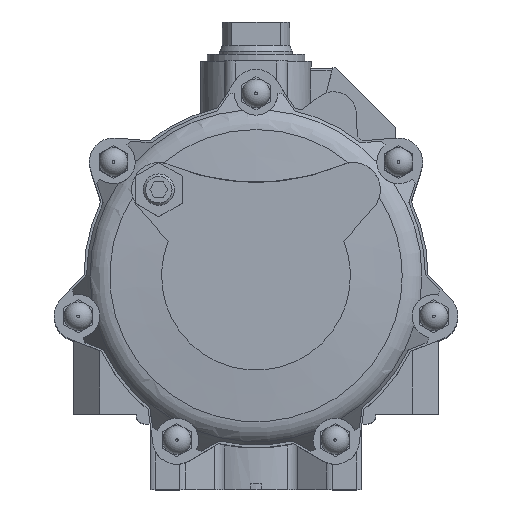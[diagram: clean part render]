
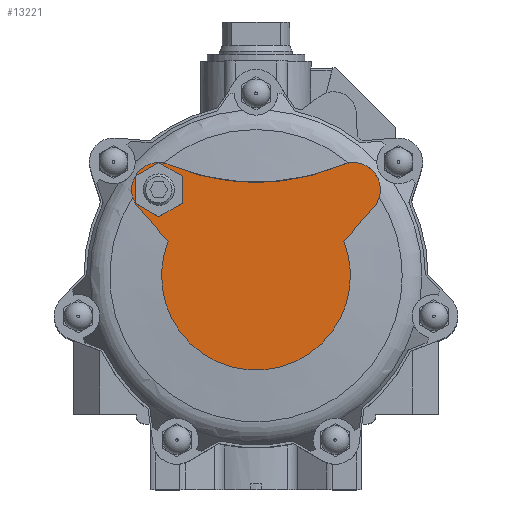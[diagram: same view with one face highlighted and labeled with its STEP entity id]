
A CAD part, top view. The second image highlights one B-rep face of the part: STEP entity #13221.
In plain terms, the highlighted planar face has unit normal (0, 0, 1).
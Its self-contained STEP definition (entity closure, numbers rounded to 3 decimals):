
#346=PLANE('',#14362);
#1361=LINE('',#21452,#2571);
#1363=LINE('',#21456,#2573);
#1365=LINE('',#21460,#2575);
#1367=LINE('',#21464,#2577);
#1369=LINE('',#21468,#2579);
#1371=LINE('',#21472,#2581);
#1373=LINE('',#21503,#2583);
#1377=LINE('',#21520,#2587);
#2571=VECTOR('',#16939,1000.);
#2573=VECTOR('',#16943,1000.);
#2575=VECTOR('',#16947,1000.);
#2577=VECTOR('',#16951,1000.);
#2579=VECTOR('',#16955,1000.);
#2581=VECTOR('',#16959,1000.);
#2583=VECTOR('',#16991,1000.);
#2587=VECTOR('',#17003,1000.);
#5002=ORIENTED_EDGE('',*,*,#8096,.F.);
#5003=ORIENTED_EDGE('',*,*,#8094,.F.);
#5004=ORIENTED_EDGE('',*,*,#8092,.F.);
#5005=ORIENTED_EDGE('',*,*,#8090,.F.);
#5006=ORIENTED_EDGE('',*,*,#8088,.F.);
#5007=ORIENTED_EDGE('',*,*,#8086,.F.);
#5008=ORIENTED_EDGE('',*,*,#8114,.F.);
#5009=ORIENTED_EDGE('',*,*,#8115,.T.);
#5010=ORIENTED_EDGE('',*,*,#8106,.T.);
#5011=ORIENTED_EDGE('',*,*,#8110,.T.);
#5012=ORIENTED_EDGE('',*,*,#8113,.T.);
#5013=ORIENTED_EDGE('',*,*,#8116,.T.);
#8086=EDGE_CURVE('',#9740,#9741,#1361,.T.);
#8088=EDGE_CURVE('',#9741,#9742,#1363,.T.);
#8090=EDGE_CURVE('',#9742,#9743,#1365,.T.);
#8092=EDGE_CURVE('',#9743,#9744,#1367,.T.);
#8094=EDGE_CURVE('',#9744,#9745,#1369,.T.);
#8096=EDGE_CURVE('',#9745,#9740,#1371,.T.);
#8106=EDGE_CURVE('',#9756,#9755,#1373,.T.);
#8110=EDGE_CURVE('',#9755,#9758,#10618,.T.);
#8113=EDGE_CURVE('',#9758,#9760,#1377,.T.);
#8114=EDGE_CURVE('',#9761,#9762,#10619,.T.);
#8115=EDGE_CURVE('',#9761,#9756,#10620,.T.);
#8116=EDGE_CURVE('',#9760,#9762,#10621,.T.);
#9740=VERTEX_POINT('',#21451);
#9741=VERTEX_POINT('',#21453);
#9742=VERTEX_POINT('',#21457);
#9743=VERTEX_POINT('',#21461);
#9744=VERTEX_POINT('',#21465);
#9745=VERTEX_POINT('',#21469);
#9755=VERTEX_POINT('',#21502);
#9756=VERTEX_POINT('',#21504);
#9758=VERTEX_POINT('',#21510);
#9760=VERTEX_POINT('',#21519);
#9761=VERTEX_POINT('',#21523);
#9762=VERTEX_POINT('',#21524);
#10618=CIRCLE('',#14360,72.5);
#10619=CIRCLE('',#14363,170.);
#10620=CIRCLE('',#14364,20.85);
#10621=CIRCLE('',#14365,20.85);
#11246=EDGE_LOOP('',(#5002,#5003,#5004,#5005,#5006,#5007));
#11247=EDGE_LOOP('',(#5008,#5009,#5010,#5011,#5012,#5013));
#12148=FACE_BOUND('',#11246,.T.);
#12149=FACE_BOUND('',#11247,.T.);
#13221=ADVANCED_FACE('',(#12148,#12149),#346,.T.);
#14360=AXIS2_PLACEMENT_3D('',#21511,#16998,#16999);
#14362=AXIS2_PLACEMENT_3D('',#21521,#17004,#17005);
#14363=AXIS2_PLACEMENT_3D('',#21522,#17006,#17007);
#14364=AXIS2_PLACEMENT_3D('',#21525,#17008,#17009);
#14365=AXIS2_PLACEMENT_3D('',#21526,#17010,#17011);
#16939=DIRECTION('',(0.866,-0.5,0.));
#16943=DIRECTION('',(0.866,0.5,0.));
#16947=DIRECTION('',(0.,1.,0.));
#16951=DIRECTION('',(-0.866,0.5,0.));
#16955=DIRECTION('',(-0.866,-0.5,0.));
#16959=DIRECTION('',(0.,-1.,0.));
#16991=DIRECTION('',(0.663,-0.749,0.));
#16998=DIRECTION('',(0.,0.,1.));
#16999=DIRECTION('',(1.,0.,0.));
#17003=DIRECTION('',(0.663,0.749,0.));
#17004=DIRECTION('',(0.,0.,1.));
#17005=DIRECTION('',(1.,0.,0.));
#17006=DIRECTION('',(0.,0.,1.));
#17007=DIRECTION('',(1.,0.,0.));
#17008=DIRECTION('',(0.,0.,1.));
#17009=DIRECTION('',(1.,0.,0.));
#17010=DIRECTION('',(0.,0.,1.));
#17011=DIRECTION('',(1.,0.,0.));
#21451=CARTESIAN_POINT('',(-92.6,55.608,280.));
#21452=CARTESIAN_POINT('',(-103.716,62.025,280.));
#21453=CARTESIAN_POINT('',(-74.6,45.215,280.));
#21456=CARTESIAN_POINT('',(66.416,126.631,280.));
#21457=CARTESIAN_POINT('',(-56.6,55.608,280.));
#21460=CARTESIAN_POINT('',(-56.6,241.666,280.));
#21461=CARTESIAN_POINT('',(-56.6,76.392,280.));
#21464=CARTESIAN_POINT('',(-85.716,93.202,280.));
#21465=CARTESIAN_POINT('',(-74.6,86.785,280.));
#21468=CARTESIAN_POINT('',(48.416,157.808,280.));
#21469=CARTESIAN_POINT('',(-92.6,76.392,280.));
#21472=CARTESIAN_POINT('',(-92.6,241.666,280.));
#21502=CARTESIAN_POINT('',(-67.486,26.493,280.));
#21503=CARTESIAN_POINT('',(-90.216,52.184,280.));
#21504=CARTESIAN_POINT('',(-90.216,52.184,280.));
#21510=CARTESIAN_POINT('',(67.486,26.493,280.));
#21511=CARTESIAN_POINT('',(0.,0.,280.));
#21519=CARTESIAN_POINT('',(90.216,52.184,280.));
#21520=CARTESIAN_POINT('',(67.486,26.493,280.));
#21521=CARTESIAN_POINT('',(0.,241.666,280.));
#21522=CARTESIAN_POINT('',(0.,241.666,280.));
#21523=CARTESIAN_POINT('',(-66.411,85.174,280.));
#21524=CARTESIAN_POINT('',(66.49,85.208,280.));
#21525=CARTESIAN_POINT('',(-74.6,66.,280.));
#21526=CARTESIAN_POINT('',(74.6,66.,280.));
